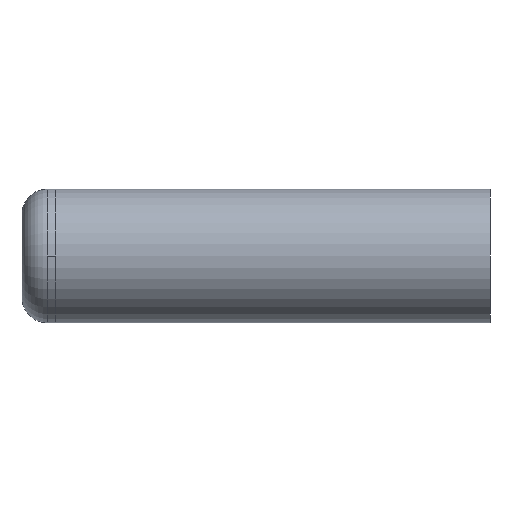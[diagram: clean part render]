
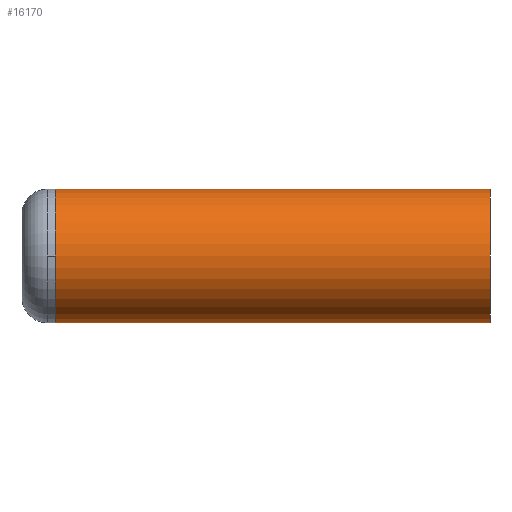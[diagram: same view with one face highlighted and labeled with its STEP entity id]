
A CAD part, left-side view. The second image highlights one B-rep face of the part: STEP entity #16170.
In plain terms, the highlighted cylindrical face has radius 4 mm (diameter 8 mm), a partial arc.
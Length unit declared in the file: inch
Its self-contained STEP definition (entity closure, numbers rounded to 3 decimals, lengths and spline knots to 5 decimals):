
#735 = CARTESIAN_POINT ( 'NONE',  ( -0.11811, 0., 0. ) ) ;
#2014 = VECTOR ( 'NONE', #18846, 39.37008 ) ;
#2628 = CARTESIAN_POINT ( 'NONE',  ( -0.11811, 1.02362, 0.15748 ) ) ;
#3618 = LINE ( 'NONE', #18692, #18335 ) ;
#3816 = DIRECTION ( 'NONE',  ( 0., 1., 0. ) ) ;
#5475 = CIRCLE ( 'NONE', #15308, 0.15748 ) ;
#6605 = EDGE_CURVE ( 'NONE', #26732, #9642, #32128, .T. ) ;
#8019 = ORIENTED_EDGE ( 'NONE', *, *, #9798, .F. ) ;
#9611 = EDGE_LOOP ( 'NONE', ( #23190, #8019, #17063, #22669 ) ) ;
#9642 = VERTEX_POINT ( 'NONE', #12959 ) ;
#9798 = EDGE_CURVE ( 'NONE', #16444, #16085, #5475, .T. ) ;
#9979 = CARTESIAN_POINT ( 'NONE',  ( -0.11811, 1.02362, -0.15748 ) ) ;
#11600 = CARTESIAN_POINT ( 'NONE',  ( -0.11811, 1.02362, 0. ) ) ;
#12959 = CARTESIAN_POINT ( 'NONE',  ( -0.11811, 0., 0.15748 ) ) ;
#13194 = AXIS2_PLACEMENT_3D ( 'NONE', #735, #3816, #21935 ) ;
#15308 = AXIS2_PLACEMENT_3D ( 'NONE', #11600, #16697, #19427 ) ;
#15543 = CARTESIAN_POINT ( 'NONE',  ( -0.11811, 0., -0.15748 ) ) ;
#16085 = VERTEX_POINT ( 'NONE', #2628 ) ;
#16170 = ADVANCED_FACE ( 'NONE', ( #16793 ), #24160, .T. ) ;
#16444 = VERTEX_POINT ( 'NONE', #9979 ) ;
#16697 = DIRECTION ( 'NONE',  ( 0., 1., 0. ) ) ;
#16793 = FACE_OUTER_BOUND ( 'NONE', #9611, .T. ) ;
#17063 = ORIENTED_EDGE ( 'NONE', *, *, #22224, .F. ) ;
#18302 = CARTESIAN_POINT ( 'NONE',  ( -0.11811, 0., 0. ) ) ;
#18335 = VECTOR ( 'NONE', #29091, 39.37008 ) ;
#18692 = CARTESIAN_POINT ( 'NONE',  ( -0.11811, 0., -0.15748 ) ) ;
#18846 = DIRECTION ( 'NONE',  ( 0., 1., 0. ) ) ;
#19427 = DIRECTION ( 'NONE',  ( 0., 0., -1. ) ) ;
#20866 = DIRECTION ( 'NONE',  ( 0., 0., -1. ) ) ;
#21730 = CARTESIAN_POINT ( 'NONE',  ( -0.11811, 0., 0.15748 ) ) ;
#21935 = DIRECTION ( 'NONE',  ( 1., 0., 0. ) ) ;
#22224 = EDGE_CURVE ( 'NONE', #26732, #16444, #3618, .T. ) ;
#22669 = ORIENTED_EDGE ( 'NONE', *, *, #6605, .T. ) ;
#23144 = EDGE_CURVE ( 'NONE', #9642, #16085, #27369, .T. ) ;
#23190 = ORIENTED_EDGE ( 'NONE', *, *, #23144, .T. ) ;
#23240 = DIRECTION ( 'NONE',  ( 0., 1., 0. ) ) ;
#24160 = CYLINDRICAL_SURFACE ( 'NONE', #13194, 0.15748 ) ;
#26732 = VERTEX_POINT ( 'NONE', #15543 ) ;
#27369 = LINE ( 'NONE', #21730, #2014 ) ;
#29091 = DIRECTION ( 'NONE',  ( 0., 1., 0. ) ) ;
#31567 = AXIS2_PLACEMENT_3D ( 'NONE', #18302, #23240, #20866 ) ;
#32128 = CIRCLE ( 'NONE', #31567, 0.15748 ) ;
